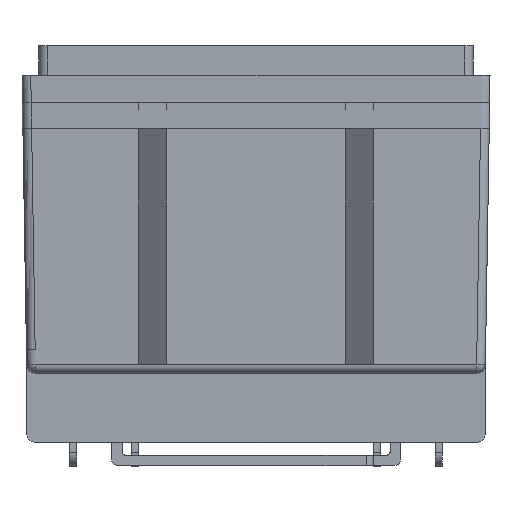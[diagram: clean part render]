
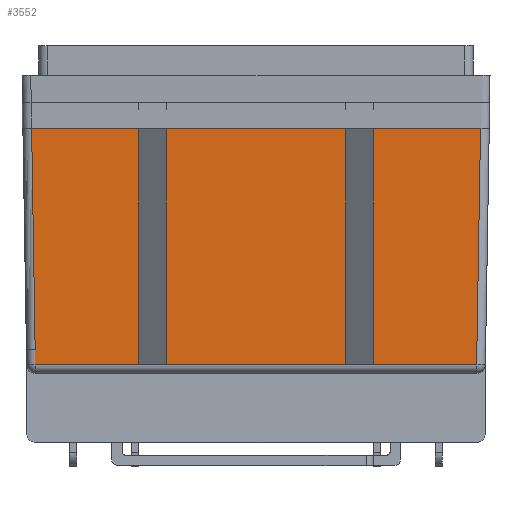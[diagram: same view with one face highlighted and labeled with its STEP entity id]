
A CAD part, left-side view. The second image highlights one B-rep face of the part: STEP entity #3552.
In plain terms, the highlighted planar face has unit normal (-1, 0, 0).
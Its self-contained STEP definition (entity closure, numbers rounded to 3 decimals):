
#721=CARTESIAN_POINT('',(-33.984,16.048,8.442));
#722=VERTEX_POINT('',#721);
#988=CARTESIAN_POINT('',(-33.984,16.304,24.512));
#989=VERTEX_POINT('',#988);
#1015=CARTESIAN_POINT('',(-33.984,16.304,24.512));
#1016=DIRECTION('',(0.,-0.016,-1.));
#1017=VECTOR('',#1016,16.072);
#1018=LINE('',#1015,#1017);
#1019=EDGE_CURVE('',#989,#722,#1018,.T.);
#3282=CARTESIAN_POINT('',(-33.984,16.031,7.348));
#3283=VERTEX_POINT('',#3282);
#3306=CARTESIAN_POINT('',(-33.984,-16.02,7.348));
#3307=VERTEX_POINT('',#3306);
#3364=CARTESIAN_POINT('',(-33.984,-16.02,7.348));
#3365=DIRECTION('',(0.0,1.0,0.0));
#3366=VECTOR('',#3365,32.051);
#3367=LINE('',#3364,#3366);
#3368=EDGE_CURVE('',#3307,#3283,#3367,.T.);
#3385=CARTESIAN_POINT('',(-33.984,-16.303,24.512));
#3386=VERTEX_POINT('',#3385);
#3396=CARTESIAN_POINT('',(-33.984,-16.303,24.512));
#3397=DIRECTION('',(0.0,0.016,-1.));
#3398=VECTOR('',#3397,17.166);
#3399=LINE('',#3396,#3398);
#3400=EDGE_CURVE('',#3386,#3307,#3399,.T.);
#3417=CARTESIAN_POINT('',(-33.984,16.048,8.442));
#3418=VERTEX_POINT('',#3417);
#3419=CARTESIAN_POINT('',(-33.349,16.048,8.442));
#3420=DIRECTION('',(0.,0.,-1.0));
#3421=DIRECTION('',(0.,1.0,0.));
#3422=AXIS2_PLACEMENT_3D('',#3419,#3420,#3421);
#3423=ELLIPSE('',#3422,0.635,0.635);
#3424=EDGE_CURVE('',#3418,#722,#3423,.T.);
#3442=CARTESIAN_POINT('',(-33.984,16.031,7.348));
#3443=DIRECTION('',(0.0,0.016,1.));
#3444=VECTOR('',#3443,1.094);
#3445=LINE('',#3442,#3444);
#3446=EDGE_CURVE('',#3283,#3418,#3445,.T.);
#3534=CARTESIAN_POINT('',(-33.984,0.005,7.578));
#3535=DIRECTION('',(1.0,0.0,0.0));
#3536=DIRECTION('',(0.0,0.0,-1.0));
#3537=AXIS2_PLACEMENT_3D('',#3534,#3535,#3536);
#3538=PLANE('',#3537);
#3539=CARTESIAN_POINT('',(-33.984,16.304,24.512));
#3540=DIRECTION('',(0.0,-1.0,0.0));
#3541=VECTOR('',#3540,32.607);
#3542=LINE('',#3539,#3541);
#3543=EDGE_CURVE('',#989,#3386,#3542,.T.);
#3544=ORIENTED_EDGE('',*,*,#3543,.F.);
#3545=ORIENTED_EDGE('',*,*,#1019,.T.);
#3546=ORIENTED_EDGE('',*,*,#3424,.F.);
#3547=ORIENTED_EDGE('',*,*,#3446,.F.);
#3548=ORIENTED_EDGE('',*,*,#3368,.F.);
#3549=ORIENTED_EDGE('',*,*,#3400,.F.);
#3550=EDGE_LOOP('',(#3544,#3545,#3546,#3547,#3548,#3549));
#3551=FACE_OUTER_BOUND('',#3550,.T.);
#3552=ADVANCED_FACE('',(#3551),#3538,.F.);
